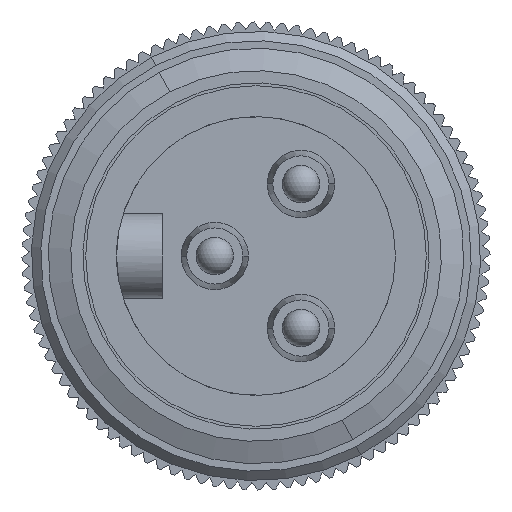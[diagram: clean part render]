
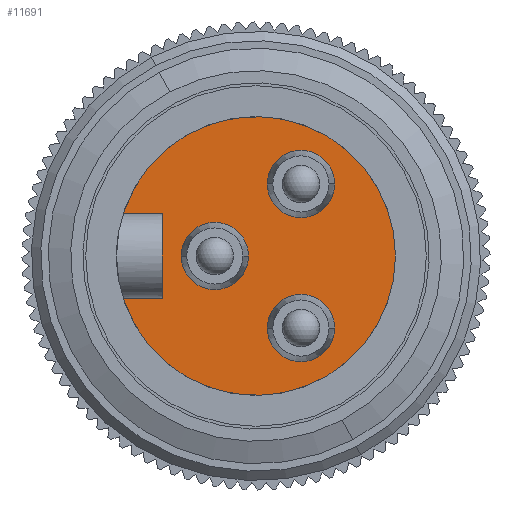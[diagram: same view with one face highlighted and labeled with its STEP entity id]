
A CAD part, front view. The second image highlights one B-rep face of the part: STEP entity #11691.
In plain terms, the highlighted planar face has unit normal (0, -1, 0).
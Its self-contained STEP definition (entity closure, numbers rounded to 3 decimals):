
#4028=DIRECTION('',(0.,0.,-1.));
#4029=VECTOR('',#4028,4.5);
#4030=CARTESIAN_POINT('',(-5.,-4.6,2.25));
#4031=LINE('',#4030,#4029);
#4032=CARTESIAN_POINT('',(2.4,-4.6,-3.85));
#4033=DIRECTION('',(0.,-1.,0.));
#4034=DIRECTION('',(1.,0.,0.));
#4035=AXIS2_PLACEMENT_3D('',#4032,#4033,#4034);
#4037=CARTESIAN_POINT('',(2.4,-4.6,-3.85));
#4038=DIRECTION('',(0.,-1.,0.));
#4039=DIRECTION('',(-1.,0.,0.));
#4040=AXIS2_PLACEMENT_3D('',#4037,#4038,#4039);
#4042=CARTESIAN_POINT('',(-2.2,-4.6,0.));
#4043=DIRECTION('',(0.,-1.,0.));
#4044=DIRECTION('',(1.,0.,0.));
#4045=AXIS2_PLACEMENT_3D('',#4042,#4043,#4044);
#4047=CARTESIAN_POINT('',(-2.2,-4.6,0.));
#4048=DIRECTION('',(0.,-1.,0.));
#4049=DIRECTION('',(-1.,0.,0.));
#4050=AXIS2_PLACEMENT_3D('',#4047,#4048,#4049);
#4052=CARTESIAN_POINT('',(2.4,-4.6,3.85));
#4053=DIRECTION('',(0.,-1.,0.));
#4054=DIRECTION('',(1.,0.,0.));
#4055=AXIS2_PLACEMENT_3D('',#4052,#4053,#4054);
#4057=CARTESIAN_POINT('',(2.4,-4.6,3.85));
#4058=DIRECTION('',(0.,-1.,0.));
#4059=DIRECTION('',(-1.,0.,0.));
#4060=AXIS2_PLACEMENT_3D('',#4057,#4058,#4059);
#4062=CARTESIAN_POINT('',(0.,-4.6,0.));
#4063=DIRECTION('',(0.,1.,0.));
#4064=DIRECTION('',(-0.953,0.,0.302));
#4065=AXIS2_PLACEMENT_3D('',#4062,#4063,#4064);
#4067=CARTESIAN_POINT('',(0.,-4.6,0.));
#4068=DIRECTION('',(0.,1.,0.));
#4069=DIRECTION('',(1.,0.,0.));
#4070=AXIS2_PLACEMENT_3D('',#4067,#4068,#4069);
#4214=DIRECTION('',(-1.,0.,0.));
#4215=VECTOR('',#4214,2.102);
#4216=CARTESIAN_POINT('',(-5.,-4.6,2.25));
#4217=LINE('',#4216,#4215);
#4242=DIRECTION('',(-1.,0.,0.));
#4243=VECTOR('',#4242,2.102);
#4244=CARTESIAN_POINT('',(-5.,-4.6,-2.25));
#4245=LINE('',#4244,#4243);
#4813=CARTESIAN_POINT('',(7.45,-4.6,0.));
#4815=VERTEX_POINT('',#4813);
#4816=CARTESIAN_POINT('',(4.2,-4.6,-3.85));
#4817=CARTESIAN_POINT('',(0.6,-4.6,-3.85));
#4818=VERTEX_POINT('',#4816);
#4819=VERTEX_POINT('',#4817);
#4820=CARTESIAN_POINT('',(-0.4,-4.6,0.));
#4821=CARTESIAN_POINT('',(-4.,-4.6,0.));
#4822=VERTEX_POINT('',#4820);
#4823=VERTEX_POINT('',#4821);
#4824=CARTESIAN_POINT('',(4.2,-4.6,3.85));
#4825=CARTESIAN_POINT('',(0.6,-4.6,3.85));
#4826=VERTEX_POINT('',#4824);
#4827=VERTEX_POINT('',#4825);
#6142=CARTESIAN_POINT('',(-5.,-4.6,2.25));
#6143=CARTESIAN_POINT('',(-5.,-4.6,-2.25));
#6144=VERTEX_POINT('',#6142);
#6145=VERTEX_POINT('',#6143);
#6146=CARTESIAN_POINT('',(-7.102,-4.6,2.25));
#6147=VERTEX_POINT('',#6146);
#6149=CARTESIAN_POINT('',(-7.102,-4.6,-2.25));
#6150=VERTEX_POINT('',#6149);
#11658=CARTESIAN_POINT('',(0.,-4.6,0.));
#11659=DIRECTION('',(0.,1.,0.));
#11660=DIRECTION('',(1.,0.,0.));
#11661=AXIS2_PLACEMENT_3D('',#11658,#11659,#11660);
#11662=PLANE('',#11661);
#11663=ORIENTED_EDGE('',*,*,#11648,.F.);
#11665=ORIENTED_EDGE('',*,*,#11664,.T.);
#11667=ORIENTED_EDGE('',*,*,#11666,.T.);
#11668=ORIENTED_EDGE('',*,*,#11618,.T.);
#11670=ORIENTED_EDGE('',*,*,#11669,.F.);
#11671=EDGE_LOOP('',(#11663,#11665,#11667,#11668,#11670));
#11672=FACE_OUTER_BOUND('',#11671,.F.);
#11674=ORIENTED_EDGE('',*,*,#11673,.T.);
#11676=ORIENTED_EDGE('',*,*,#11675,.T.);
#11677=EDGE_LOOP('',(#11674,#11676));
#11678=FACE_BOUND('',#11677,.F.);
#11680=ORIENTED_EDGE('',*,*,#11679,.T.);
#11682=ORIENTED_EDGE('',*,*,#11681,.T.);
#11683=EDGE_LOOP('',(#11680,#11682));
#11684=FACE_BOUND('',#11683,.F.);
#11686=ORIENTED_EDGE('',*,*,#11685,.T.);
#11688=ORIENTED_EDGE('',*,*,#11687,.T.);
#11689=EDGE_LOOP('',(#11686,#11688));
#11690=FACE_BOUND('',#11689,.F.);
#11691=ADVANCED_FACE('',(#11672,#11678,#11684,#11690),#11662,.F.);
#4036=CIRCLE('',#4035,1.8);
#4041=CIRCLE('',#4040,1.8);
#4046=CIRCLE('',#4045,1.8);
#4051=CIRCLE('',#4050,1.8);
#4056=CIRCLE('',#4055,1.8);
#4061=CIRCLE('',#4060,1.8);
#4066=CIRCLE('',#4065,7.45);
#4071=CIRCLE('',#4070,7.45);
#11618=EDGE_CURVE('',#4815,#6150,#4071,.T.);
#11648=EDGE_CURVE('',#6144,#6145,#4031,.T.);
#11664=EDGE_CURVE('',#6144,#6147,#4217,.T.);
#11666=EDGE_CURVE('',#6147,#4815,#4066,.T.);
#11669=EDGE_CURVE('',#6145,#6150,#4245,.T.);
#11673=EDGE_CURVE('',#4822,#4823,#4046,.T.);
#11675=EDGE_CURVE('',#4823,#4822,#4051,.T.);
#11679=EDGE_CURVE('',#4826,#4827,#4056,.T.);
#11681=EDGE_CURVE('',#4827,#4826,#4061,.T.);
#11685=EDGE_CURVE('',#4818,#4819,#4036,.T.);
#11687=EDGE_CURVE('',#4819,#4818,#4041,.T.);
